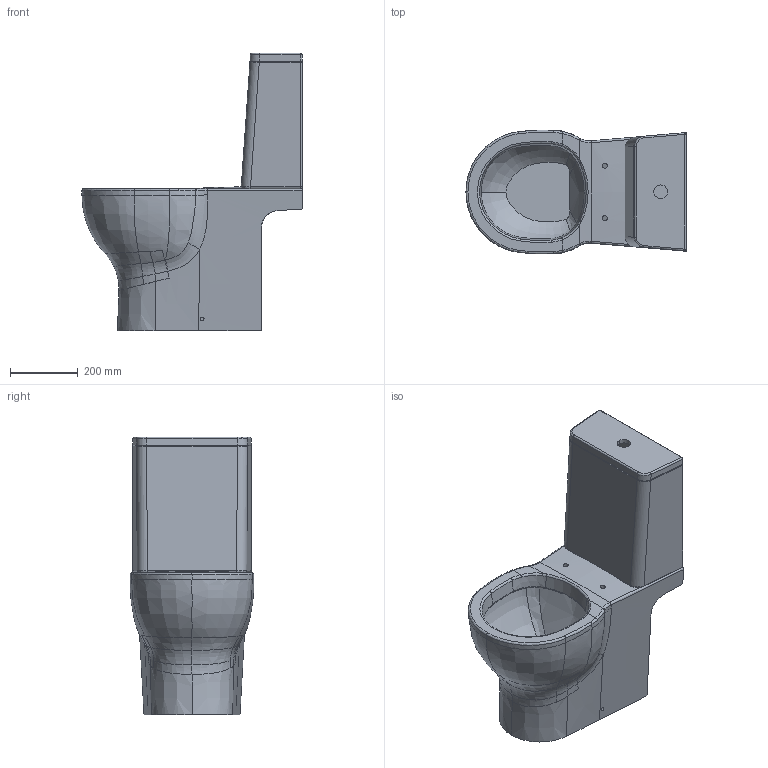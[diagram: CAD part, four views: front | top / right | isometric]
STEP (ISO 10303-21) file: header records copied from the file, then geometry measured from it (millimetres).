
FILE_DESCRIPTION((''),'2;1');
FILE_NAME('W174T174_ASM','2020-04-23T',('Administrator'),(''),'CREO PARAMETRIC BY PTC INC, 2016130','CREO PARAMETRIC BY PTC INC, 2016130','');
FILE_SCHEMA(('CONFIG_CONTROL_DESIGN'));
Length unit declared in the file: millimetre
Products named in the file (4): W174; T174; T174GAI; W174T174_ASM
Assembly tree (3 placements, depth 2):
  W174T174_ASM
    W174
    T174
    T174GAI
Bounding box: 650 x 365.95 x 820 mm (x, y, z)
Volume: 32324182.5 mm3; surface area: 2346444.5 mm2
Topology: 3 solids, 3 shells, 372 faces, 894 edges, 534 vertices
Faces by surface type: bspline 127, cylinder 122, plane 65, sphere 22, torus 17, cone 16, extrusion 2, revolution 1
Entity records: 19656 total; most frequent: CARTESIAN_POINT 11942, ORIENTED_EDGE 1788, DIRECTION 1253, EDGE_CURVE 894, VERTEX_POINT 534, AXIS2_PLACEMENT_3D 480, EDGE_LOOP 402, B_SPLINE_CURVE_WITH_KNOTS 376
